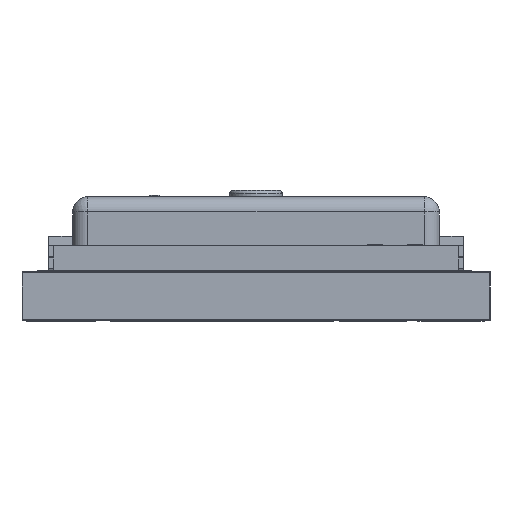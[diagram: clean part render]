
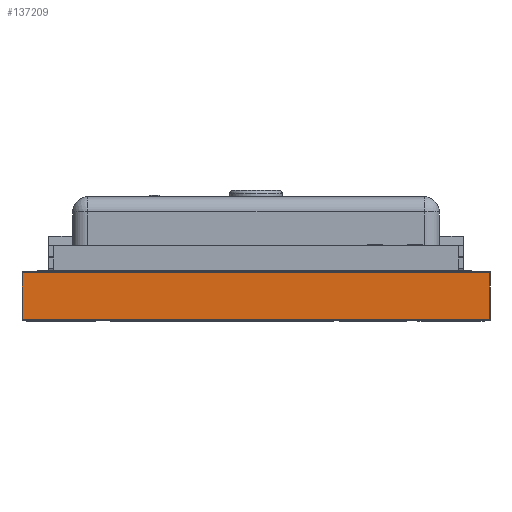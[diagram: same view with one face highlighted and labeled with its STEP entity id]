
A CAD part, left-side view. The second image highlights one B-rep face of the part: STEP entity #137209.
In plain terms, the highlighted planar face has unit normal (-1, 0, 0).
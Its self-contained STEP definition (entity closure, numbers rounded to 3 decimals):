
#137153 = VERTEX_POINT('',#137154);
#137154 = CARTESIAN_POINT('',(129.54,-132.08,1.51));
#137160 = EDGE_CURVE('',#137161,#137153,#137163,.T.);
#137161 = VERTEX_POINT('',#137162);
#137162 = CARTESIAN_POINT('',(129.54,-132.08,0.));
#137163 = LINE('',#137164,#137165);
#137164 = CARTESIAN_POINT('',(129.54,-132.08,0.));
#137165 = VECTOR('',#137166,1.);
#137166 = DIRECTION('',(0.,0.,1.));
#137209 = ADVANCED_FACE('',(#137210),#137235,.T.);
#137210 = FACE_BOUND('',#137211,.T.);
#137211 = EDGE_LOOP('',(#137212,#137213,#137221,#137229));
#137212 = ORIENTED_EDGE('',*,*,#137160,.T.);
#137213 = ORIENTED_EDGE('',*,*,#137214,.T.);
#137214 = EDGE_CURVE('',#137153,#137215,#137217,.T.);
#137215 = VERTEX_POINT('',#137216);
#137216 = CARTESIAN_POINT('',(129.54,-116.84,1.51));
#137217 = LINE('',#137218,#137219);
#137218 = CARTESIAN_POINT('',(129.54,-132.08,1.51));
#137219 = VECTOR('',#137220,1.);
#137220 = DIRECTION('',(0.,1.,0.));
#137221 = ORIENTED_EDGE('',*,*,#137222,.F.);
#137222 = EDGE_CURVE('',#137223,#137215,#137225,.T.);
#137223 = VERTEX_POINT('',#137224);
#137224 = CARTESIAN_POINT('',(129.54,-116.84,0.));
#137225 = LINE('',#137226,#137227);
#137226 = CARTESIAN_POINT('',(129.54,-116.84,0.));
#137227 = VECTOR('',#137228,1.);
#137228 = DIRECTION('',(0.,0.,1.));
#137229 = ORIENTED_EDGE('',*,*,#137230,.F.);
#137230 = EDGE_CURVE('',#137161,#137223,#137231,.T.);
#137231 = LINE('',#137232,#137233);
#137232 = CARTESIAN_POINT('',(129.54,-132.08,0.));
#137233 = VECTOR('',#137234,1.);
#137234 = DIRECTION('',(0.,1.,0.));
#137235 = PLANE('',#137236);
#137236 = AXIS2_PLACEMENT_3D('',#137237,#137238,#137239);
#137237 = CARTESIAN_POINT('',(129.54,-132.08,0.));
#137238 = DIRECTION('',(-1.,0.,0.));
#137239 = DIRECTION('',(0.,1.,0.));
